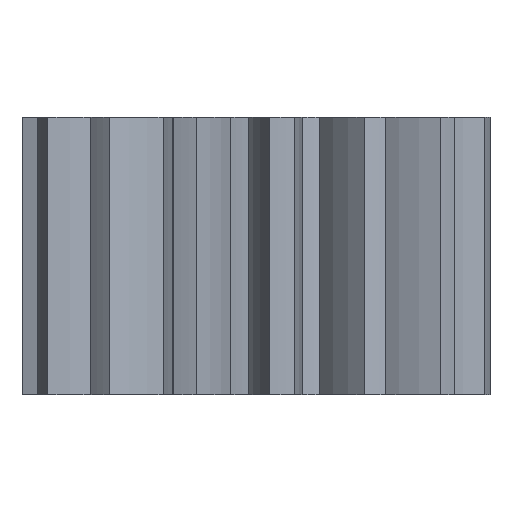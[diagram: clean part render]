
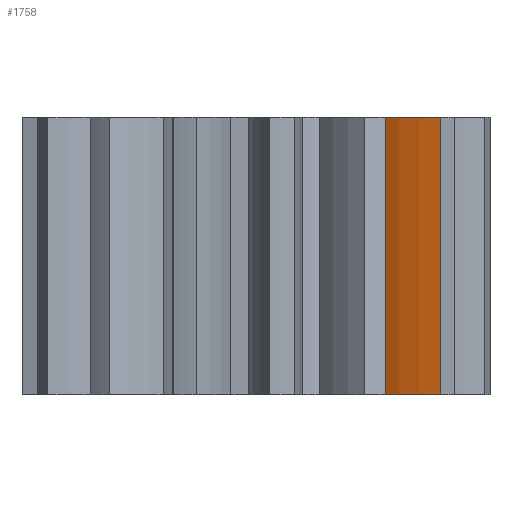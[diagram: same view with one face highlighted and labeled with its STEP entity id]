
A CAD part, left-side view. The second image highlights one B-rep face of the part: STEP entity #1758.
In plain terms, the highlighted cylindrical face has radius 3.538 mm (diameter 7.077 mm), a partial arc.
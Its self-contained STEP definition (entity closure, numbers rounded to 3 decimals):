
#80=FACE_OUTER_BOUND('',#174,.T.);
#174=EDGE_LOOP('',(#1265,#1266,#1267,#1268));
#306=LINE('',#2979,#430);
#307=LINE('',#2985,#431);
#430=VECTOR('',#2365,10.);
#431=VECTOR('',#2372,10.);
#531=CIRCLE('',#1934,3.538);
#532=CIRCLE('',#1935,3.538);
#722=VERTEX_POINT('',#2973);
#724=VERTEX_POINT('',#2977);
#725=VERTEX_POINT('',#2981);
#726=VERTEX_POINT('',#2983);
#948=EDGE_CURVE('',#724,#722,#306,.T.);
#949=EDGE_CURVE('',#722,#725,#531,.T.);
#950=EDGE_CURVE('',#726,#724,#532,.T.);
#951=EDGE_CURVE('',#725,#726,#307,.T.);
#1265=ORIENTED_EDGE('',*,*,#949,.F.);
#1266=ORIENTED_EDGE('',*,*,#948,.F.);
#1267=ORIENTED_EDGE('',*,*,#950,.F.);
#1268=ORIENTED_EDGE('',*,*,#951,.F.);
#1666=CYLINDRICAL_SURFACE('',#1933,3.538);
#1758=ADVANCED_FACE('',(#80),#1666,.T.);
#1933=AXIS2_PLACEMENT_3D('',#2980,#2366,#2367);
#1934=AXIS2_PLACEMENT_3D('',#2982,#2368,#2369);
#1935=AXIS2_PLACEMENT_3D('',#2984,#2370,#2371);
#2365=DIRECTION('',(0.,0.,1.));
#2366=DIRECTION('center_axis',(0.,0.,1.));
#2367=DIRECTION('ref_axis',(-0.973,0.231,0.));
#2368=DIRECTION('center_axis',(0.,0.,1.));
#2369=DIRECTION('ref_axis',(-0.973,0.231,0.));
#2370=DIRECTION('center_axis',(0.,0.,-1.));
#2371=DIRECTION('ref_axis',(-0.973,0.231,0.));
#2372=DIRECTION('',(0.,0.,-1.));
#2973=CARTESIAN_POINT('',(-2.21,-2.21,5.));
#2977=CARTESIAN_POINT('',(-2.21,-2.21,0.));
#2979=CARTESIAN_POINT('',(-2.21,-2.21,0.));
#2980=CARTESIAN_POINT('Origin',(0.768,-4.121,0.));
#2981=CARTESIAN_POINT('',(-2.675,-3.303,5.));
#2982=CARTESIAN_POINT('Origin',(0.768,-4.121,5.));
#2983=CARTESIAN_POINT('',(-2.675,-3.303,0.));
#2984=CARTESIAN_POINT('Origin',(0.768,-4.121,0.));
#2985=CARTESIAN_POINT('',(-2.675,-3.303,0.));
